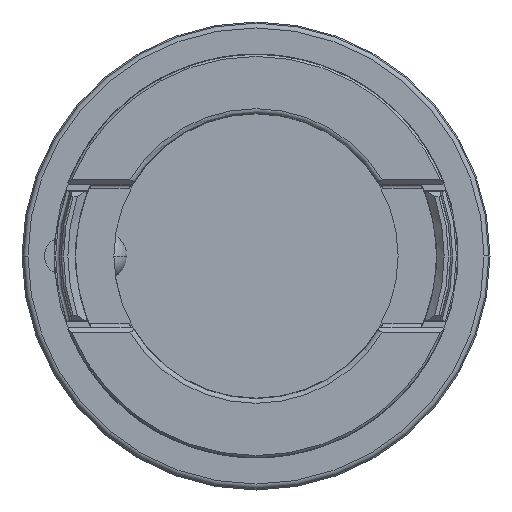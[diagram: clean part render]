
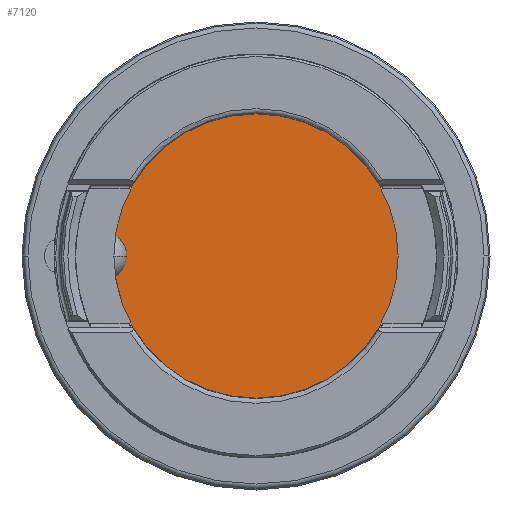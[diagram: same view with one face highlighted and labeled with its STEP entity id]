
A CAD part, front view. The second image highlights one B-rep face of the part: STEP entity #7120.
In plain terms, the highlighted planar face has unit normal (0, -1, 0).
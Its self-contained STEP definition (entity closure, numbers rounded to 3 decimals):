
#2602=CARTESIAN_POINT('',(0.,63.,0.));
#2603=DIRECTION('',(0.,-1.,0.));
#2604=DIRECTION('',(1.,0.,0.));
#2605=AXIS2_PLACEMENT_3D('',#2602,#2603,#2604);
#2607=CARTESIAN_POINT('',(0.,63.,0.));
#2608=DIRECTION('',(0.,-1.,0.));
#2609=DIRECTION('',(-1.,0.,0.));
#2610=AXIS2_PLACEMENT_3D('',#2607,#2608,#2609);
#4233=CARTESIAN_POINT('',(29.916,63.,0.));
#4234=CARTESIAN_POINT('',(-29.916,63.,0.));
#4235=VERTEX_POINT('',#4233);
#4236=VERTEX_POINT('',#4234);
#7110=CARTESIAN_POINT('',(0.,63.,0.));
#7111=DIRECTION('',(0.,1.,0.));
#7112=DIRECTION('',(-1.,0.,0.));
#7113=AXIS2_PLACEMENT_3D('',#7110,#7111,#7112);
#7114=PLANE('',#7113);
#7115=ORIENTED_EDGE('',*,*,#7096,.F.);
#7117=ORIENTED_EDGE('',*,*,#7116,.F.);
#7118=EDGE_LOOP('',(#7115,#7117));
#7119=FACE_OUTER_BOUND('',#7118,.F.);
#7120=ADVANCED_FACE('',(#7119),#7114,.F.);
#2606=CIRCLE('',#2605,29.916);
#2611=CIRCLE('',#2610,29.916);
#7096=EDGE_CURVE('',#4235,#4236,#2606,.T.);
#7116=EDGE_CURVE('',#4236,#4235,#2611,.T.);
